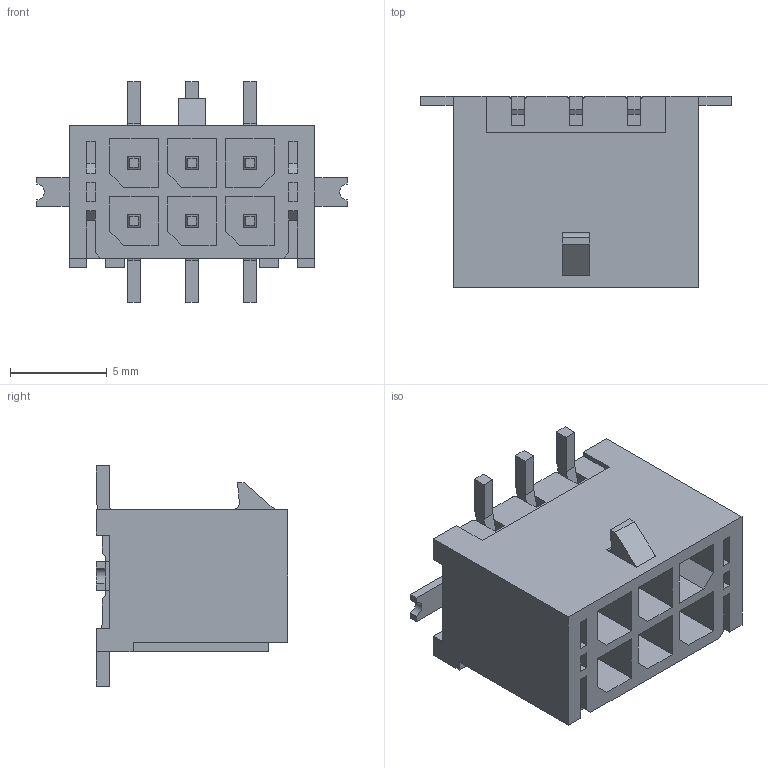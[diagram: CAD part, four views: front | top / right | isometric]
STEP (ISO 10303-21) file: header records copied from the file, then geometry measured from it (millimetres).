
FILE_DESCRIPTION(/* description */ ('Unknown'),/* implementation_level */ '2;1');
FILE_NAME(/* name */ '662006231822',/* time_stamp */ '2020-03-31T08:49:10+02:00',/* author */ ('Unknown'),/* organization */ ('Unknown'),/* preprocessor_version */ 'ST-DEVELOPER v16.7',/* originating_system */ 'DEX',/* authorisation */ $);
FILE_SCHEMA (('AUTOMOTIVE_DESIGN {1 0 10303 214 3 1 1}'));
Length unit declared in the file: millimetre
Products named in the file (4): 6620xx231822; 662006231822; 6620xx231822_MASS; 6620xx231822_PIN
Assembly tree (9 placements, depth 2):
  6620xx231822
    662006231822
    6620xx231822_MASS  x2
    6620xx231822_PIN  x6
Bounding box: 16.09 x 9.9 x 11.4 mm (x, y, z)
Volume: 553.6 mm3; surface area: 1568.4 mm2
Topology: 9 solids, 9 shells, 386 faces, 1101 edges, 726 vertices
Faces by surface type: plane 367, cylinder 19
Entity records: 8042 total; most frequent: CARTESIAN_POINT 1429, ORIENTED_EDGE 1420, DIRECTION 1236, EDGE_CURVE 710, LINE 678, VECTOR 678, VERTEX_POINT 472, AXIS2_PLACEMENT_3D 279
